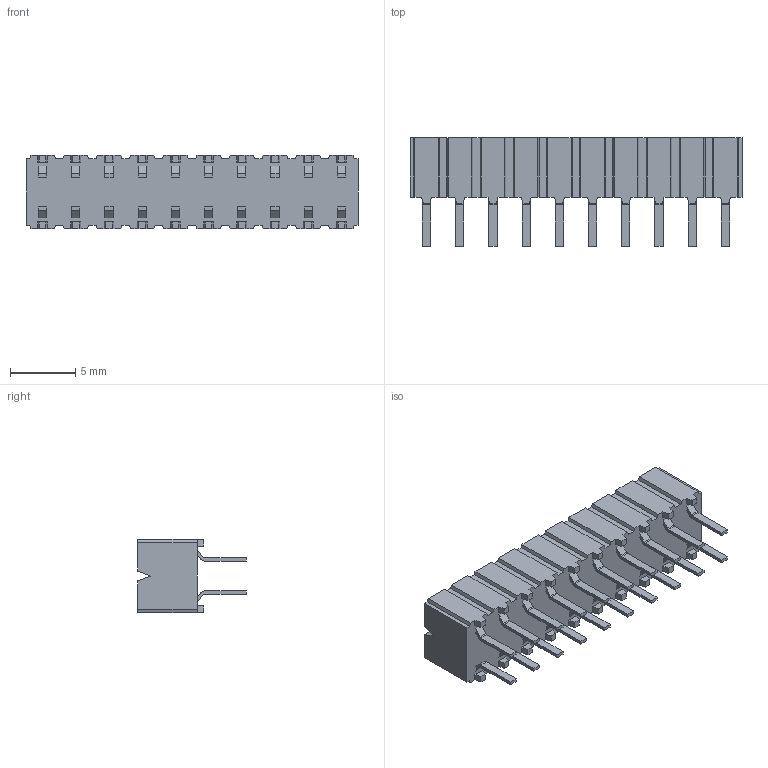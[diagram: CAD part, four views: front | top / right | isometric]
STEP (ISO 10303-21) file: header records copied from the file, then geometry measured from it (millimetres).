
FILE_DESCRIPTION( ( 'STEP AP214' ), '1' );
FILE_NAME( 'CES-110-01-L-D.stp', '2018-10-28T18:49:22', ( '' ), ( '' ), ' ', 'PARTsolutions', ' ' );
FILE_SCHEMA( ( 'AUTOMOTIVE_DESIGN { 1 0 10303 214 1 1 1 1 }' ) );
Length unit declared in the file: inch
Products named in the file (3): CES-110-01-L-D; _CES-110-01-D_socket; _C-45-01-10-D
Assembly tree (2 placements, depth 2):
  CES-110-01-L-D
    _CES-110-01-D_socket
    _C-45-01-10-D
Bounding box: 25.4 x 8.33 x 5.59 mm (x, y, z)
Volume: 989.9 mm3; surface area: 1704.9 mm2
Topology: 2 solids, 2 shells, 558 faces, 1482 edges, 988 vertices
Faces by surface type: plane 518, cylinder 40
Entity records: 21544 total; most frequent: CARTESIAN_POINT 3031, ORIENTED_EDGE 2964, DIRECTION 2684, EDGE_CURVE 1482, LINE 1402, VECTOR 1402, VERTEX_POINT 988, AXIS2_PLACEMENT_3D 641
